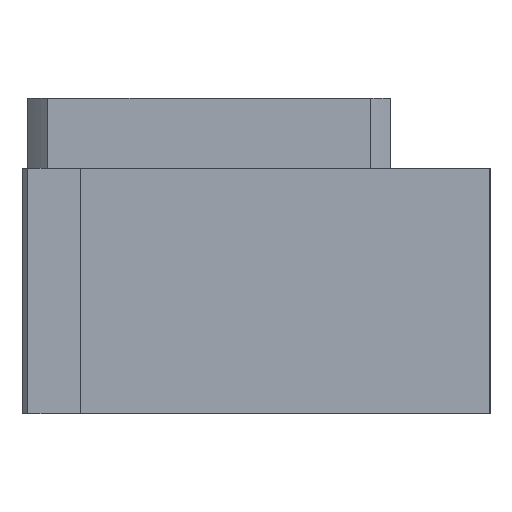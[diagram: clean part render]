
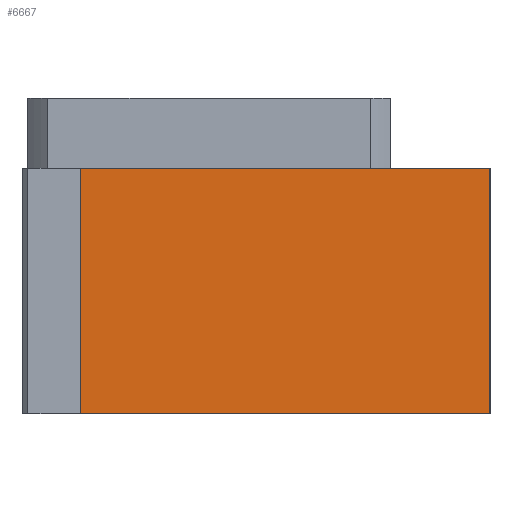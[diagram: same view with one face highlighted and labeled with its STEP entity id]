
A CAD part, left-side view. The second image highlights one B-rep face of the part: STEP entity #6667.
In plain terms, the highlighted planar face has unit normal (-1, 0, 0).
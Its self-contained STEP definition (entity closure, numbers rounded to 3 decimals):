
#49 = DIRECTION ( 'NONE',  ( 0., -1., 0. ) ) ;
#96 = DIRECTION ( 'NONE',  ( 0., 0., 1. ) ) ;
#346 = CARTESIAN_POINT ( 'NONE',  ( -53., 22., -42. ) ) ;
#622 = EDGE_LOOP ( 'NONE', ( #808, #1209, #6534, #5946 ) ) ;
#723 = CARTESIAN_POINT ( 'NONE',  ( -53., 22., 0. ) ) ;
#770 = CARTESIAN_POINT ( 'NONE',  ( -53., 22., -42. ) ) ;
#808 = ORIENTED_EDGE ( 'NONE', *, *, #6364, .F. ) ;
#902 = EDGE_CURVE ( 'NONE', #2825, #4202, #1473, .T. ) ;
#968 = DIRECTION ( 'NONE',  ( 0., 0., 1. ) ) ;
#1024 = LINE ( 'NONE', #346, #1955 ) ;
#1209 = ORIENTED_EDGE ( 'NONE', *, *, #902, .F. ) ;
#1425 = VERTEX_POINT ( 'NONE', #5876 ) ;
#1428 = LINE ( 'NONE', #723, #5088 ) ;
#1473 = LINE ( 'NONE', #770, #4357 ) ;
#1536 = DIRECTION ( 'NONE',  ( 0., 0., 1. ) ) ;
#1659 = CARTESIAN_POINT ( 'NONE',  ( -53., -48., -42. ) ) ;
#1955 = VECTOR ( 'NONE', #6393, 1000. ) ;
#2198 = CARTESIAN_POINT ( 'NONE',  ( -53., -48., -42. ) ) ;
#2206 = DIRECTION ( 'NONE',  ( -1., 0., 0. ) ) ;
#2275 = CARTESIAN_POINT ( 'NONE',  ( -53., 22., -42. ) ) ;
#2324 = LINE ( 'NONE', #1659, #3212 ) ;
#2669 = VERTEX_POINT ( 'NONE', #2198 ) ;
#2825 = VERTEX_POINT ( 'NONE', #2275 ) ;
#2886 = CARTESIAN_POINT ( 'NONE',  ( -53., 22., -42. ) ) ;
#2901 = FACE_OUTER_BOUND ( 'NONE', #622, .T. ) ;
#3212 = VECTOR ( 'NONE', #968, 1000. ) ;
#3563 = PLANE ( 'NONE',  #3749 ) ;
#3749 = AXIS2_PLACEMENT_3D ( 'NONE', #2886, #2206, #1536 ) ;
#4202 = VERTEX_POINT ( 'NONE', #6430 ) ;
#4345 = EDGE_CURVE ( 'NONE', #2669, #1425, #2324, .T. ) ;
#4357 = VECTOR ( 'NONE', #96, 1000. ) ;
#5088 = VECTOR ( 'NONE', #49, 1000. ) ;
#5876 = CARTESIAN_POINT ( 'NONE',  ( -53., -48., 0. ) ) ;
#5896 = EDGE_CURVE ( 'NONE', #2825, #2669, #1024, .T. ) ;
#5946 = ORIENTED_EDGE ( 'NONE', *, *, #4345, .T. ) ;
#6364 = EDGE_CURVE ( 'NONE', #4202, #1425, #1428, .T. ) ;
#6393 = DIRECTION ( 'NONE',  ( 0., -1., 0. ) ) ;
#6430 = CARTESIAN_POINT ( 'NONE',  ( -53., 22., 0. ) ) ;
#6534 = ORIENTED_EDGE ( 'NONE', *, *, #5896, .T. ) ;
#6667 = ADVANCED_FACE ( 'NONE', ( #2901 ), #3563, .T. ) ;
